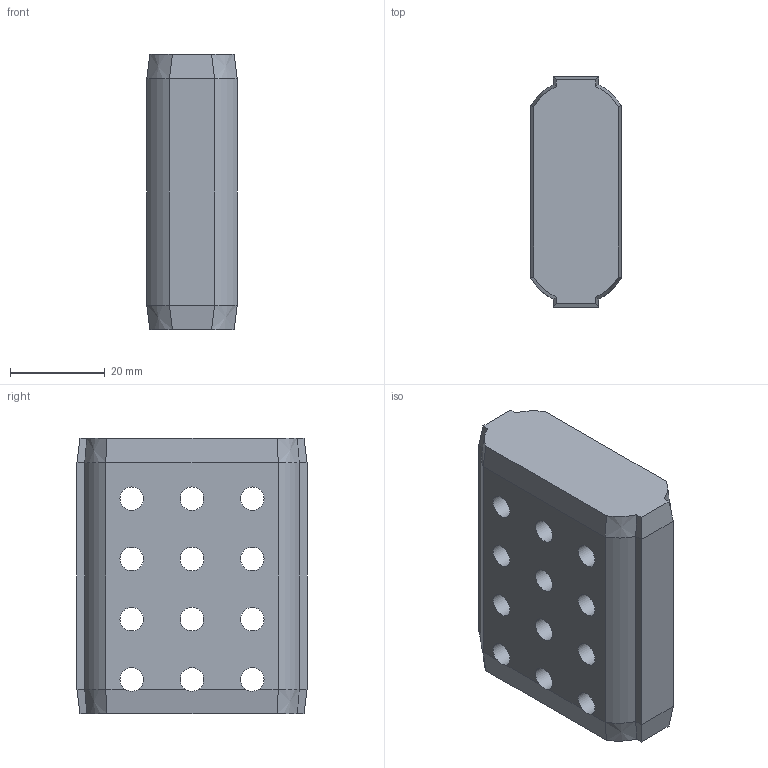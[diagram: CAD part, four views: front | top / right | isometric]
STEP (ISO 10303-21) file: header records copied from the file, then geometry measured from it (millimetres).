
FILE_DESCRIPTION(/* description */ ('STEP AP214'),/* implementation_level */ '2;1');
FILE_NAME(/* name */ '65c589ca5f58383adc4ca792',/* time_stamp */ '2024-02-09T02:11:23Z',/* author */ (''),/* organization */ (''),/* preprocessor_version */ 'ST-DEVELOPER v19.4',/* originating_system */ ' ',/* authorisation */ ' ');
FILE_SCHEMA (('AUTOMOTIVE_DESIGN {1 0 10303 214 3 1 1}'));
Length unit declared in the file: metre
Products named in the file (1): Maxtube Spacer
Bounding box: 19.05 x 48.51 x 57.99 mm (x, y, z)
Volume: 44965.5 mm3; surface area: 11891.1 mm2
Topology: 1 solids, 1 shells, 50 faces, 132 edges, 78 vertices
Faces by surface type: plane 26, cylinder 16, cone 8
Full cylindrical faces by diameter (mm): 4.978 x12
Entity records: 1556 total; most frequent: CARTESIAN_POINT 297, DIRECTION 252, ORIENTED_EDGE 240, EDGE_CURVE 120, AXIS2_PLACEMENT_3D 97, EDGE_LOOP 80, FACE_BOUND 80, VERTEX_POINT 78
